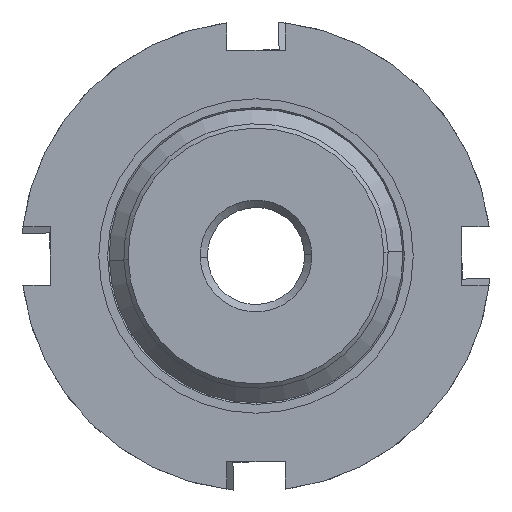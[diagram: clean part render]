
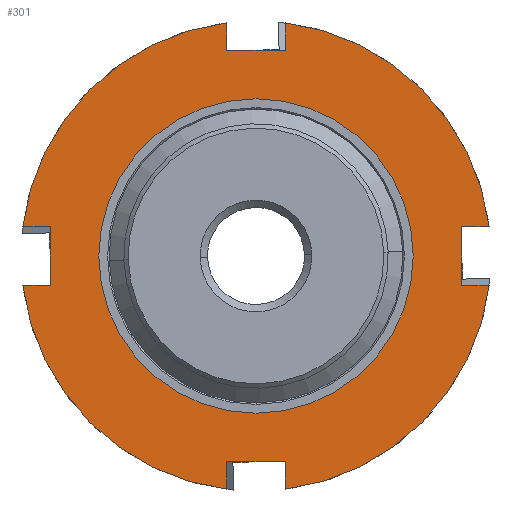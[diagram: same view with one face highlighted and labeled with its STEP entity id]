
A CAD part, front view. The second image highlights one B-rep face of the part: STEP entity #301.
In plain terms, the highlighted planar face has unit normal (0, -1, 0).
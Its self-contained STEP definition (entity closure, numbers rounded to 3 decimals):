
#16 = DIRECTION ( 'NONE',  ( -1., 0., 0. ) ) ;
#59 = VERTEX_POINT ( 'NONE', #2895 ) ;
#66 = AXIS2_PLACEMENT_3D ( 'NONE', #1937, #2665, #146 ) ;
#84 = VECTOR ( 'NONE', #1836, 1000. ) ;
#121 = LINE ( 'NONE', #2566, #2948 ) ;
#127 = VERTEX_POINT ( 'NONE', #1222 ) ;
#146 = DIRECTION ( 'NONE',  ( 0., 0., 1. ) ) ;
#152 = ORIENTED_EDGE ( 'NONE', *, *, #2602, .T. ) ;
#161 = EDGE_CURVE ( 'NONE', #519, #2705, #1105, .T. ) ;
#170 = ORIENTED_EDGE ( 'NONE', *, *, #2850, .F. ) ;
#172 = ORIENTED_EDGE ( 'NONE', *, *, #1880, .T. ) ;
#210 = EDGE_CURVE ( 'NONE', #1097, #519, #1240, .T. ) ;
#301 = ADVANCED_FACE ( 'NONE', ( #778, #1453 ), #2121, .F. ) ;
#336 = CIRCLE ( 'NONE', #1198, 16. ) ;
#347 = DIRECTION ( 'NONE',  ( 0., 0., 1. ) ) ;
#360 = VECTOR ( 'NONE', #2315, 1000. ) ;
#373 = DIRECTION ( 'NONE',  ( 0., 1., 0. ) ) ;
#398 = ORIENTED_EDGE ( 'NONE', *, *, #1557, .T. ) ;
#399 = VECTOR ( 'NONE', #2856, 1000. ) ;
#401 = EDGE_CURVE ( 'NONE', #1097, #2369, #707, .T. ) ;
#416 = CARTESIAN_POINT ( 'NONE',  ( -14., -30., 2. ) ) ;
#436 = AXIS2_PLACEMENT_3D ( 'NONE', #1256, #1486, #1523 ) ;
#439 = VERTEX_POINT ( 'NONE', #1136 ) ;
#442 = DIRECTION ( 'NONE',  ( 0., 1., 0. ) ) ;
#449 = VERTEX_POINT ( 'NONE', #2480 ) ;
#454 = DIRECTION ( 'NONE',  ( -1., 0., 0. ) ) ;
#459 = VECTOR ( 'NONE', #2891, 1000. ) ;
#503 = VERTEX_POINT ( 'NONE', #2134 ) ;
#516 = DIRECTION ( 'NONE',  ( 0., 1., 0. ) ) ;
#519 = VERTEX_POINT ( 'NONE', #2364 ) ;
#559 = LINE ( 'NONE', #1082, #669 ) ;
#560 = EDGE_CURVE ( 'NONE', #127, #503, #336, .T. ) ;
#584 = DIRECTION ( 'NONE',  ( 1., 0., 0. ) ) ;
#639 = VECTOR ( 'NONE', #16, 1000. ) ;
#644 = EDGE_CURVE ( 'NONE', #2296, #2705, #1470, .T. ) ;
#669 = VECTOR ( 'NONE', #2699, 1000. ) ;
#707 = LINE ( 'NONE', #2042, #2653 ) ;
#712 = ORIENTED_EDGE ( 'NONE', *, *, #401, .T. ) ;
#734 = VERTEX_POINT ( 'NONE', #1029 ) ;
#757 = LINE ( 'NONE', #912, #84 ) ;
#761 = DIRECTION ( 'NONE',  ( 1., 0., 0. ) ) ;
#777 = ORIENTED_EDGE ( 'NONE', *, *, #904, .T. ) ;
#778 = FACE_BOUND ( 'NONE', #1196, .T. ) ;
#786 = DIRECTION ( 'NONE',  ( 0., 1., 0. ) ) ;
#815 = CARTESIAN_POINT ( 'NONE',  ( 10.7, -30., -2. ) ) ;
#832 = VECTOR ( 'NONE', #2120, 1000. ) ;
#869 = VERTEX_POINT ( 'NONE', #2542 ) ;
#902 = ORIENTED_EDGE ( 'NONE', *, *, #1106, .T. ) ;
#904 = EDGE_CURVE ( 'NONE', #449, #59, #121, .T. ) ;
#912 = CARTESIAN_POINT ( 'NONE',  ( 10.7, -30., 2. ) ) ;
#937 = CARTESIAN_POINT ( 'NONE',  ( 2., -30., 0. ) ) ;
#939 = EDGE_CURVE ( 'NONE', #503, #734, #1001, .T. ) ;
#944 = EDGE_CURVE ( 'NONE', #1195, #439, #1217, .T. ) ;
#994 = CARTESIAN_POINT ( 'NONE',  ( 14., -30., 2. ) ) ;
#999 = CIRCLE ( 'NONE', #1545, 10.7 ) ;
#1001 = LINE ( 'NONE', #815, #2316 ) ;
#1029 = CARTESIAN_POINT ( 'NONE',  ( -14., -30., -2. ) ) ;
#1050 = EDGE_CURVE ( 'NONE', #1195, #2236, #757, .T. ) ;
#1082 = CARTESIAN_POINT ( 'NONE',  ( -2., -30., 0. ) ) ;
#1097 = VERTEX_POINT ( 'NONE', #2517 ) ;
#1105 = LINE ( 'NONE', #1734, #459 ) ;
#1106 = EDGE_CURVE ( 'NONE', #1876, #2296, #2007, .T. ) ;
#1136 = CARTESIAN_POINT ( 'NONE',  ( -2., -30., 15.875 ) ) ;
#1142 = ORIENTED_EDGE ( 'NONE', *, *, #1199, .T. ) ;
#1157 = CARTESIAN_POINT ( 'NONE',  ( 10.7, -30., -2. ) ) ;
#1186 = CARTESIAN_POINT ( 'NONE',  ( -14., -30., 0. ) ) ;
#1192 = DIRECTION ( 'NONE',  ( 0., 0., 1. ) ) ;
#1195 = VERTEX_POINT ( 'NONE', #2573 ) ;
#1196 = EDGE_LOOP ( 'NONE', ( #152, #1142 ) ) ;
#1198 = AXIS2_PLACEMENT_3D ( 'NONE', #1707, #2618, #347 ) ;
#1199 = EDGE_CURVE ( 'NONE', #1593, #2717, #999, .T. ) ;
#1217 = CIRCLE ( 'NONE', #1238, 16. ) ;
#1220 = ORIENTED_EDGE ( 'NONE', *, *, #939, .F. ) ;
#1222 = CARTESIAN_POINT ( 'NONE',  ( -2., -30., -15.875 ) ) ;
#1228 = ORIENTED_EDGE ( 'NONE', *, *, #944, .F. ) ;
#1238 = AXIS2_PLACEMENT_3D ( 'NONE', #1950, #373, #2423 ) ;
#1240 = CIRCLE ( 'NONE', #2601, 16. ) ;
#1251 = CARTESIAN_POINT ( 'NONE',  ( -2., -30., 0. ) ) ;
#1256 = CARTESIAN_POINT ( 'NONE',  ( 10.7, -30., 0. ) ) ;
#1320 = CARTESIAN_POINT ( 'NONE',  ( 0., -30., -10.7 ) ) ;
#1322 = DIRECTION ( 'NONE',  ( 0., 0., -1. ) ) ;
#1346 = EDGE_CURVE ( 'NONE', #1876, #869, #1534, .T. ) ;
#1356 = CARTESIAN_POINT ( 'NONE',  ( 0., -30., 0. ) ) ;
#1424 = LINE ( 'NONE', #1186, #832 ) ;
#1437 = CARTESIAN_POINT ( 'NONE',  ( -2., -30., 14. ) ) ;
#1439 = ORIENTED_EDGE ( 'NONE', *, *, #560, .F. ) ;
#1453 = FACE_OUTER_BOUND ( 'NONE', #2193, .T. ) ;
#1470 = LINE ( 'NONE', #1641, #1612 ) ;
#1472 = ORIENTED_EDGE ( 'NONE', *, *, #644, .T. ) ;
#1476 = CARTESIAN_POINT ( 'NONE',  ( 2., -30., 14. ) ) ;
#1486 = DIRECTION ( 'NONE',  ( 0., 1., 0. ) ) ;
#1523 = DIRECTION ( 'NONE',  ( 0., 0., 1. ) ) ;
#1534 = CIRCLE ( 'NONE', #66, 16. ) ;
#1545 = AXIS2_PLACEMENT_3D ( 'NONE', #2154, #786, #1691 ) ;
#1557 = EDGE_CURVE ( 'NONE', #2236, #734, #1424, .T. ) ;
#1593 = VERTEX_POINT ( 'NONE', #1320 ) ;
#1610 = ORIENTED_EDGE ( 'NONE', *, *, #1988, .F. ) ;
#1612 = VECTOR ( 'NONE', #1192, 1000. ) ;
#1641 = CARTESIAN_POINT ( 'NONE',  ( 14., -30., 0. ) ) ;
#1678 = EDGE_CURVE ( 'NONE', #127, #449, #1790, .T. ) ;
#1686 = ORIENTED_EDGE ( 'NONE', *, *, #210, .F. ) ;
#1691 = DIRECTION ( 'NONE',  ( 0., 0., 1. ) ) ;
#1707 = CARTESIAN_POINT ( 'NONE',  ( 0., -30., 0. ) ) ;
#1734 = CARTESIAN_POINT ( 'NONE',  ( 10.7, -30., 2. ) ) ;
#1790 = LINE ( 'NONE', #1251, #399 ) ;
#1794 = ORIENTED_EDGE ( 'NONE', *, *, #1678, .T. ) ;
#1811 = ORIENTED_EDGE ( 'NONE', *, *, #1050, .T. ) ;
#1826 = CARTESIAN_POINT ( 'NONE',  ( 15.875, -30., -2. ) ) ;
#1836 = DIRECTION ( 'NONE',  ( 1., 0., 0. ) ) ;
#1876 = VERTEX_POINT ( 'NONE', #1826 ) ;
#1880 = EDGE_CURVE ( 'NONE', #2369, #2909, #2070, .T. ) ;
#1937 = CARTESIAN_POINT ( 'NONE',  ( 0., -30., 0. ) ) ;
#1950 = CARTESIAN_POINT ( 'NONE',  ( 0., -30., 0. ) ) ;
#1974 = AXIS2_PLACEMENT_3D ( 'NONE', #2807, #516, #2556 ) ;
#1988 = EDGE_CURVE ( 'NONE', #869, #59, #2911, .T. ) ;
#2007 = LINE ( 'NONE', #1157, #2884 ) ;
#2022 = DIRECTION ( 'NONE',  ( 0., 0., 1. ) ) ;
#2042 = CARTESIAN_POINT ( 'NONE',  ( 2., -30., 0. ) ) ;
#2070 = LINE ( 'NONE', #2272, #639 ) ;
#2093 = CARTESIAN_POINT ( 'NONE',  ( 14., -30., -2. ) ) ;
#2116 = ORIENTED_EDGE ( 'NONE', *, *, #161, .F. ) ;
#2120 = DIRECTION ( 'NONE',  ( 0., 0., -1. ) ) ;
#2121 = PLANE ( 'NONE',  #436 ) ;
#2134 = CARTESIAN_POINT ( 'NONE',  ( -15.875, -30., -2. ) ) ;
#2154 = CARTESIAN_POINT ( 'NONE',  ( 0., -30., 0. ) ) ;
#2193 = EDGE_LOOP ( 'NONE', ( #1220, #1439, #1794, #777, #1610, #2898, #902, #1472, #2116, #1686, #712, #172, #170, #1228, #1811, #398 ) ) ;
#2209 = CIRCLE ( 'NONE', #1974, 10.7 ) ;
#2236 = VERTEX_POINT ( 'NONE', #416 ) ;
#2272 = CARTESIAN_POINT ( 'NONE',  ( 0., -30., 14. ) ) ;
#2296 = VERTEX_POINT ( 'NONE', #2093 ) ;
#2315 = DIRECTION ( 'NONE',  ( 0., 0., 1. ) ) ;
#2316 = VECTOR ( 'NONE', #584, 1000. ) ;
#2364 = CARTESIAN_POINT ( 'NONE',  ( 15.875, -30., 2. ) ) ;
#2369 = VERTEX_POINT ( 'NONE', #1476 ) ;
#2423 = DIRECTION ( 'NONE',  ( 0., 0., 1. ) ) ;
#2480 = CARTESIAN_POINT ( 'NONE',  ( -2., -30., -14. ) ) ;
#2517 = CARTESIAN_POINT ( 'NONE',  ( 2., -30., 15.875 ) ) ;
#2542 = CARTESIAN_POINT ( 'NONE',  ( 2., -30., -15.875 ) ) ;
#2556 = DIRECTION ( 'NONE',  ( 0., 0., 1. ) ) ;
#2566 = CARTESIAN_POINT ( 'NONE',  ( 0., -30., -14. ) ) ;
#2573 = CARTESIAN_POINT ( 'NONE',  ( -15.875, -30., 2. ) ) ;
#2595 = CARTESIAN_POINT ( 'NONE',  ( 0., -30., 10.7 ) ) ;
#2601 = AXIS2_PLACEMENT_3D ( 'NONE', #1356, #442, #2022 ) ;
#2602 = EDGE_CURVE ( 'NONE', #2717, #1593, #2209, .T. ) ;
#2618 = DIRECTION ( 'NONE',  ( 0., 1., 0. ) ) ;
#2653 = VECTOR ( 'NONE', #1322, 1000. ) ;
#2665 = DIRECTION ( 'NONE',  ( 0., 1., 0. ) ) ;
#2699 = DIRECTION ( 'NONE',  ( 0., 0., -1. ) ) ;
#2705 = VERTEX_POINT ( 'NONE', #994 ) ;
#2717 = VERTEX_POINT ( 'NONE', #2595 ) ;
#2807 = CARTESIAN_POINT ( 'NONE',  ( 0., -30., 0. ) ) ;
#2850 = EDGE_CURVE ( 'NONE', #439, #2909, #559, .T. ) ;
#2856 = DIRECTION ( 'NONE',  ( 0., 0., 1. ) ) ;
#2884 = VECTOR ( 'NONE', #454, 1000. ) ;
#2891 = DIRECTION ( 'NONE',  ( -1., 0., 0. ) ) ;
#2895 = CARTESIAN_POINT ( 'NONE',  ( 2., -30., -14. ) ) ;
#2898 = ORIENTED_EDGE ( 'NONE', *, *, #1346, .F. ) ;
#2909 = VERTEX_POINT ( 'NONE', #1437 ) ;
#2911 = LINE ( 'NONE', #937, #360 ) ;
#2948 = VECTOR ( 'NONE', #761, 1000. ) ;
